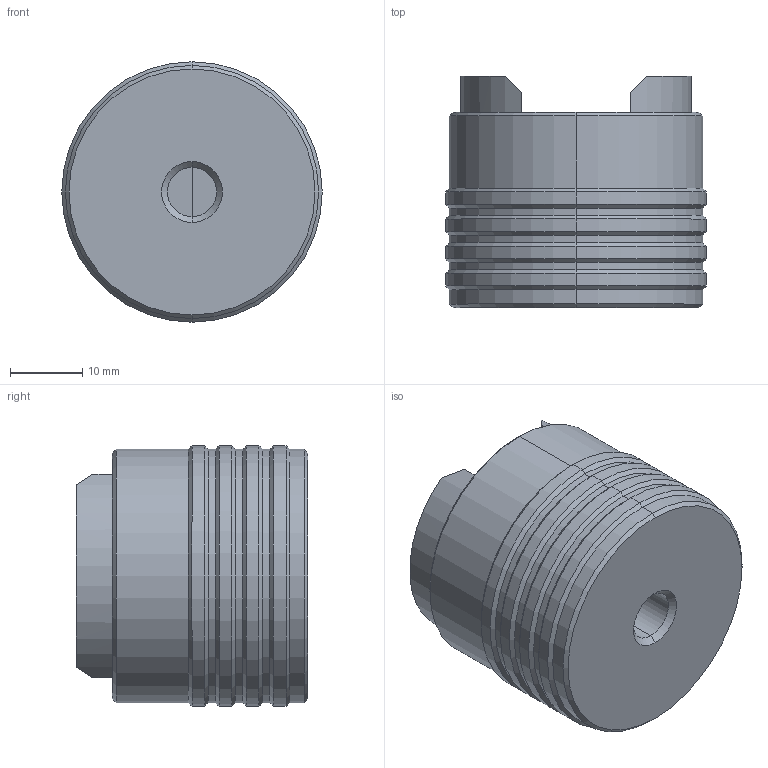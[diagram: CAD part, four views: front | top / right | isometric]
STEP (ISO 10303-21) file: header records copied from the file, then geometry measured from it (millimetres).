
FILE_DESCRIPTION((''),'2;1');
FILE_NAME('CAD-8757_SW0001','2023-07-11T10:10:53',('creinig-se'),(''),'CREO PARAMETRIC BY PTC INC, 2022284','CREO PARAMETRIC BY PTC INC, 2022284','');
FILE_SCHEMA(('CONFIG_CONTROL_DESIGN','SHAPE_APPEARANCE_LAYERS_GROUPS'));
Length unit declared in the file: millimetre
Products named in the file (1): CAD-8757_SW0001
Bounding box: 36 x 32 x 36 mm (x, y, z)
Volume: 25310.7 mm3; surface area: 9314.7 mm2
Topology: 1 solids, 1 shells, 173 faces, 510 edges, 342 vertices
Faces by surface type: cone 76, cylinder 50, torus 26, plane 21
Entity records: 7721 total; most frequent: CARTESIAN_POINT 2039, ORIENTED_EDGE 1020, DIRECTION 796, EDGE_CURVE 510, VERTEX_POINT 342, AXIS2_PLACEMENT_3D 333, B_SPLINE_CURVE_WITH_KNOTS 220, FILL_AREA_STYLE_COLOUR 183
